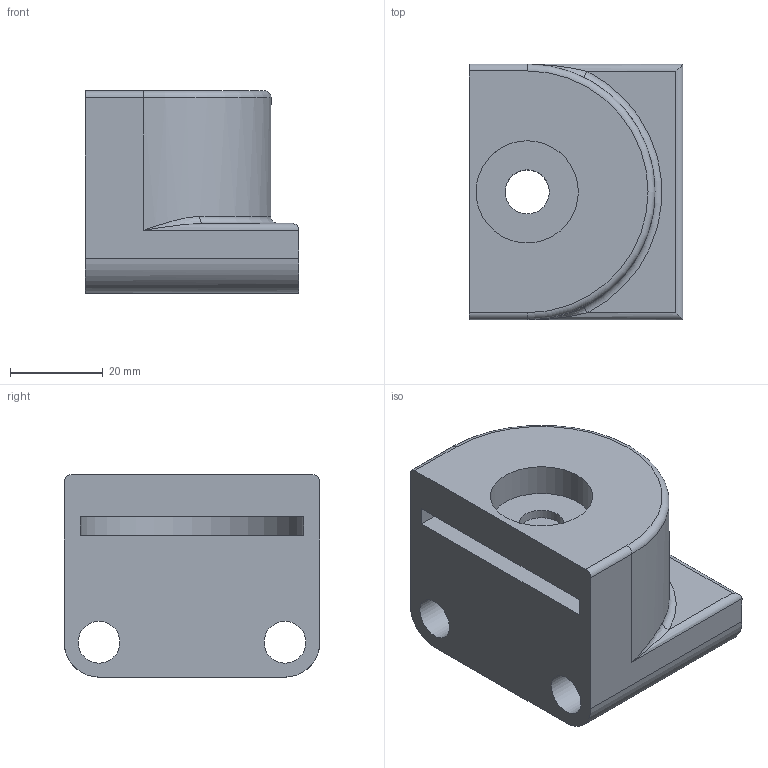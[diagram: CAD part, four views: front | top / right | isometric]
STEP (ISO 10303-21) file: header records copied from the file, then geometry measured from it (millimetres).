
FILE_DESCRIPTION(/* description */ ('Alibre Inc.'),/* implementation_level */ '2;1');
FILE_NAME(/* name */ 'export0',/* time_stamp */ '2013-10-11T23:05:32+01:00',/* author */ (''),/* organization */ (''),/* preprocessor_version */ 'ST-DEVELOPER v14',/* originating_system */ 'Alibre',/* authorisation */ '');
FILE_SCHEMA (('CONFIG_CONTROL_DESIGN'));
Length unit declared in the file: centimetre
Products named in the file (1): ID_1
Bounding box: 46 x 55 x 43.5 mm (x, y, z)
Volume: 64841.6 mm3; surface area: 19663.8 mm2
Topology: 1 solids, 1 shells, 41 faces, 100 edges, 60 vertices
Faces by surface type: cylinder 18, plane 15, bspline 4, torus 4
Full cylindrical faces by diameter (mm): 9 x2, 9.5 x2, 22 x2
Entity records: 1751 total; most frequent: CARTESIAN_POINT 768, ORIENTED_EDGE 176, DIRECTION 169, EDGE_CURVE 88, AXIS2_PLACEMENT_3D 74, VERTEX_POINT 58, EDGE_LOOP 58, FACE_BOUND 58
